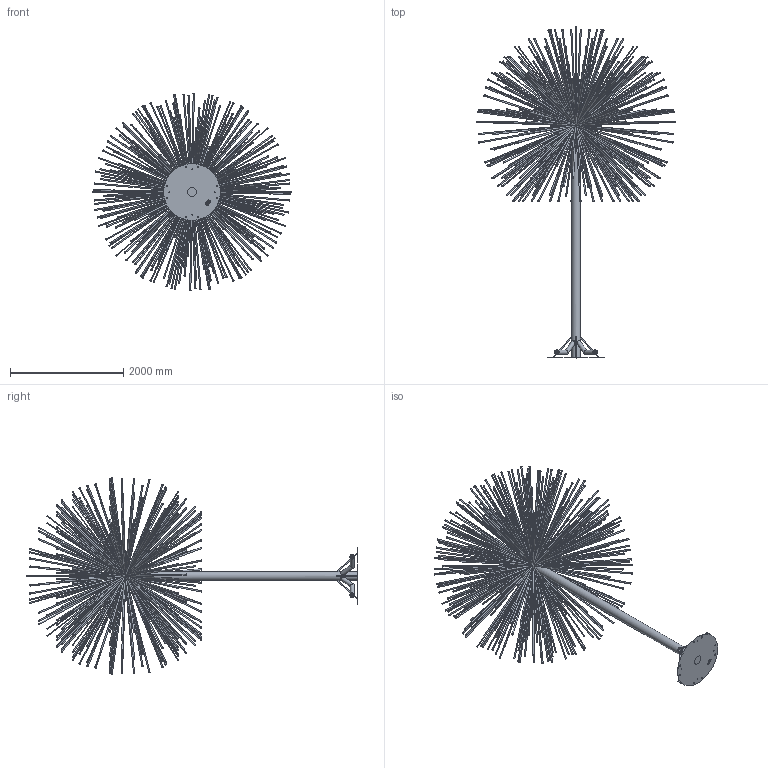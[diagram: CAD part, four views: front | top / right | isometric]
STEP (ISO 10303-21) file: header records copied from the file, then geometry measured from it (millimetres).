
FILE_DESCRIPTION(/* description */ (''),/* implementation_level */ '2;1');
FILE_NAME(/* name */ '51760_Water sphere 3500_380.stp',/* time_stamp */ '2017-08-18T10:33:24+02:00',/* author */ ('guzb562'),/* organization */ (''),/* preprocessor_version */ 'ST-DEVELOPER v16.1',/* originating_system */ 'Autodesk Inventor 2016',/* authorisation */ '');
FILE_SCHEMA (('AUTOMOTIVE_DESIGN { 1 0 10303 214 3 1 1 }'));
Products named in the file (1): 51760_Water sphere 3500_380
Bounding box: 3498.69 x 5850 x 3469.5 mm (x, y, z)
Volume: 274535115.1 mm3; surface area: 38711325.2 mm2
Topology: 19 solids, 19 shells, 2519 faces, 4712 edges, 3069 vertices
Faces by surface type: plane 1116, cylinder 1011, torus 313, bspline 78, sphere 1
Full cylindrical faces by diameter (mm): 9 x305, 10.5 x18, 17 x4, 21 x323, 22 x8, 25.5 x323, 73 x8, 76 x12, 160 x1, 1000 x1
Entity records: 58363 total; most frequent: CARTESIAN_POINT 10813, DIRECTION 10295, ORIENTED_EDGE 6152, AXIS2_PLACEMENT_3D 4955, EDGE_LOOP 4699, EDGE_CURVE 3076, VERTEX_POINT 2751, ADVANCED_FACE 2519
